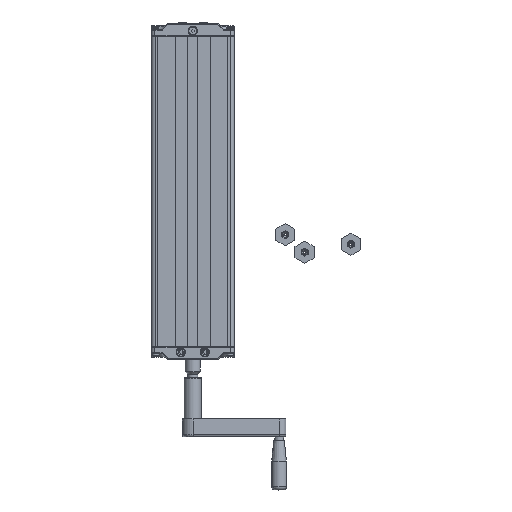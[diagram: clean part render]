
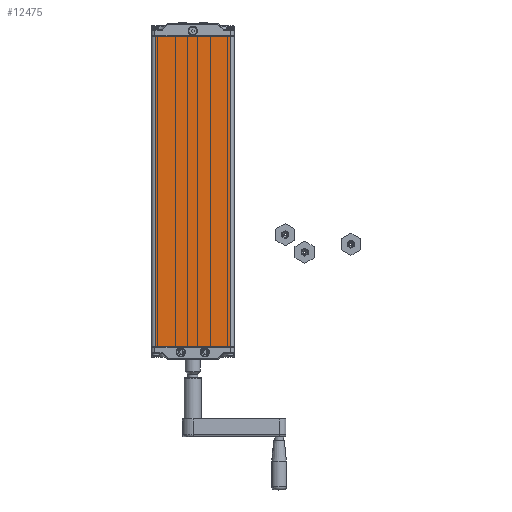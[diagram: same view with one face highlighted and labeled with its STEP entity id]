
A CAD part, top view. The second image highlights one B-rep face of the part: STEP entity #12475.
In plain terms, the highlighted planar face has unit normal (0, 0, 1).
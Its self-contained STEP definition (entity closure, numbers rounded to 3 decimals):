
#746=PLANE('',#13719);
#1004=FACE_OUTER_BOUND('',#1791,.T.);
#1791=EDGE_LOOP('',(#8485,#8486,#8487,#8488));
#2696=LINE('',#19940,#3565);
#2697=LINE('',#19942,#3566);
#2698=LINE('',#19944,#3567);
#2699=LINE('',#19945,#3568);
#3565=VECTOR('',#15547,449.5);
#3566=VECTOR('',#15548,108.);
#3567=VECTOR('',#15549,449.5);
#3568=VECTOR('',#15550,108.);
#5378=VERTEX_POINT('',#19938);
#5379=VERTEX_POINT('',#19939);
#5380=VERTEX_POINT('',#19941);
#5381=VERTEX_POINT('',#19943);
#6567=EDGE_CURVE('',#5378,#5379,#2696,.F.);
#6568=EDGE_CURVE('',#5379,#5380,#2697,.T.);
#6569=EDGE_CURVE('',#5380,#5381,#2698,.T.);
#6570=EDGE_CURVE('',#5381,#5378,#2699,.F.);
#8485=ORIENTED_EDGE('',*,*,#6567,.T.);
#8486=ORIENTED_EDGE('',*,*,#6568,.T.);
#8487=ORIENTED_EDGE('',*,*,#6569,.T.);
#8488=ORIENTED_EDGE('',*,*,#6570,.T.);
#12475=ADVANCED_FACE('',(#1004),#746,.T.);
#13719=AXIS2_PLACEMENT_3D('',#19937,#15545,#15546);
#15545=DIRECTION('center_axis',(0.,0.,1.));
#15546=DIRECTION('ref_axis',(1.,0.,0.));
#15547=DIRECTION('',(0.,-1.,0.));
#15548=DIRECTION('',(-1.,0.,0.));
#15549=DIRECTION('',(0.,-1.,0.));
#15550=DIRECTION('',(-1.,0.,0.));
#19937=CARTESIAN_POINT('Origin',(60.,450.5,30.));
#19938=CARTESIAN_POINT('',(54.,0.5,30.));
#19939=CARTESIAN_POINT('',(54.,450.,30.));
#19940=CARTESIAN_POINT('',(54.,450.,30.));
#19941=CARTESIAN_POINT('',(-54.,450.,30.));
#19942=CARTESIAN_POINT('',(54.,450.,30.));
#19943=CARTESIAN_POINT('',(-54.,0.5,30.));
#19944=CARTESIAN_POINT('',(-54.,450.,30.));
#19945=CARTESIAN_POINT('',(54.,0.5,30.));
